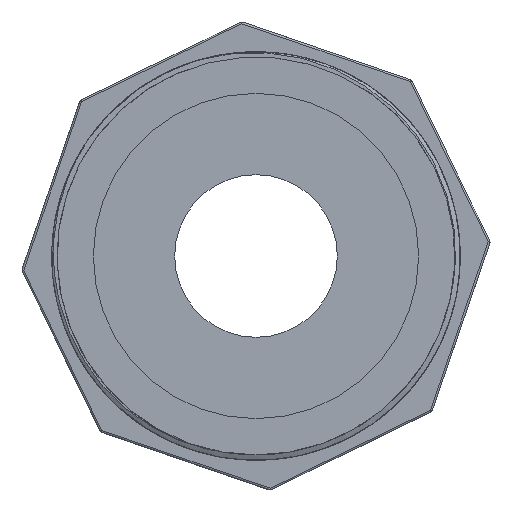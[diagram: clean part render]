
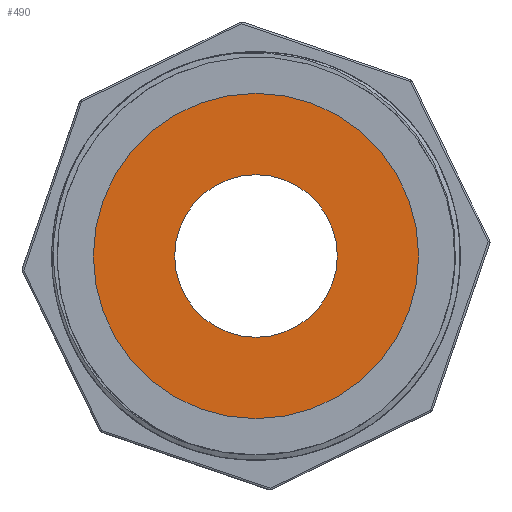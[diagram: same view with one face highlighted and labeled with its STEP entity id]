
A CAD part, front view. The second image highlights one B-rep face of the part: STEP entity #490.
In plain terms, the highlighted planar face has unit normal (0, -1, 0).
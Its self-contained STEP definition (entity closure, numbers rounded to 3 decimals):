
#461=CIRCLE('',#5208,22.5);
#462=CIRCLE('',#5209,45.);
#490=ADVANCED_FACE('',(#1560,#1561),#766,.F.);
#766=PLANE('',#5210);
#1560=FACE_BOUND('',#1628,.T.);
#1561=FACE_BOUND('',#1629,.T.);
#1628=EDGE_LOOP('',(#2183));
#1629=EDGE_LOOP('',(#2184));
#2183=ORIENTED_EDGE('',*,*,#4163,.F.);
#2184=ORIENTED_EDGE('',*,*,#4164,.F.);
#3653=VERTEX_POINT('',#15115);
#3654=VERTEX_POINT('',#15117);
#4163=EDGE_CURVE('',#3653,#3653,#461,.T.);
#4164=EDGE_CURVE('',#3654,#3654,#462,.T.);
#5208=AXIS2_PLACEMENT_3D('',#15114,#5535,#5536);
#5209=AXIS2_PLACEMENT_3D('',#15116,#5537,#5538);
#5210=AXIS2_PLACEMENT_3D('',#15118,#5539,#5540);
#5535=DIRECTION('',(0.,-1.,0.));
#5536=DIRECTION('',(1.,0.,0.));
#5537=DIRECTION('',(0.,1.,0.));
#5538=DIRECTION('',(1.,0.,0.));
#5539=DIRECTION('',(0.,1.,0.));
#5540=DIRECTION('',(0.,0.,1.));
#15114=CARTESIAN_POINT('',(1227.586,125.228,0.));
#15115=CARTESIAN_POINT('',(1250.086,125.228,0.));
#15116=CARTESIAN_POINT('',(1227.586,125.228,0.));
#15117=CARTESIAN_POINT('',(1272.586,125.228,0.));
#15118=CARTESIAN_POINT('',(1227.586,125.228,0.));
